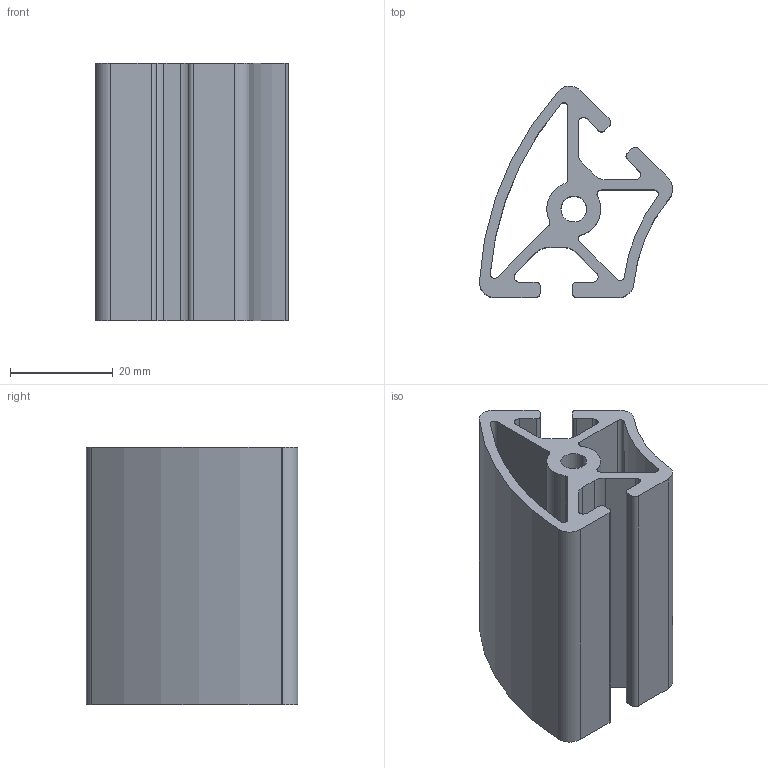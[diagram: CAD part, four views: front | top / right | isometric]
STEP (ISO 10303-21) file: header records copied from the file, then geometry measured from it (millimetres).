
FILE_DESCRIPTION (( 'STEP AP214' ), '1' );
FILE_NAME ('BASE06E0097-Profilé 6 R30_60-45°.step', '2023-03-24T09:32:48', ( 'Altae' ), ( '' ), 'SwSTEP 2.0', 'SolidWorks 2021', '' );
FILE_SCHEMA (( 'AUTOMOTIVE_DESIGN' ));
Length unit declared in the file: millimetre
Products named in the file (1): BASE06E0097-Profilé 6 R30_60-45°
Bounding box: 37.56 x 41.13 x 50 mm (x, y, z)
Volume: 22850.7 mm3; surface area: 17729.8 mm2
Topology: 1 solids, 1 shells, 67 faces, 195 edges, 130 vertices
Faces by surface type: cylinder 43, plane 24
Entity records: 2301 total; most frequent: DIRECTION 417, CARTESIAN_POINT 393, ORIENTED_EDGE 390, EDGE_CURVE 195, AXIS2_PLACEMENT_3D 154, VERTEX_POINT 130, LINE 109, VECTOR 109
